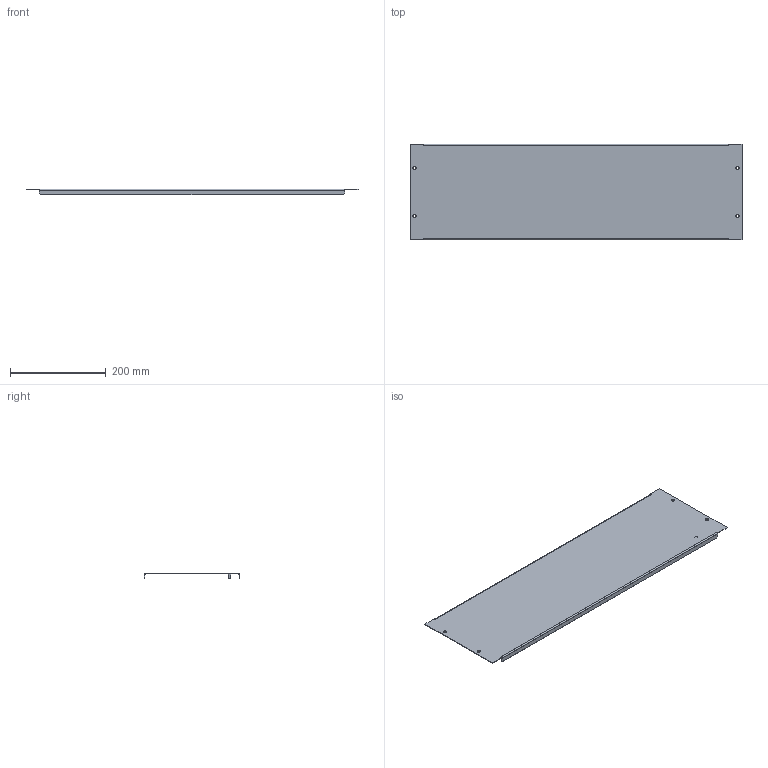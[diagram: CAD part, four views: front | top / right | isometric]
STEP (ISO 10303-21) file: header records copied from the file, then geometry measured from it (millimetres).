
FILE_DESCRIPTION(/* description */ (''),/* implementation_level */ '2;1');
FILE_NAME(/* name */ 'TCF2080.stp',/* time_stamp */ '2017-02-06T13:10:03+01:00',/* author */ (''),/* organization */ (''),/* preprocessor_version */ 'ST-DEVELOPER v15',/* originating_system */ 'SIEMENS PLM Software NX 9.0',/* authorisation */ '');
FILE_SCHEMA (('CONFIG_CONTROL_DESIGN'));
Length unit declared in the file: millimetre
Products named in the file (3): Tapa300; 91355_PERNO_M6x10; TCF2080_stp
Assembly tree (2 placements, depth 2):
  TCF2080_stp
    91355_PERNO_M6x10
    Tapa300
Bounding box: 695 x 199.5 x 12 mm (x, y, z)
Volume: 181599.2 mm3; surface area: 304746.1 mm2
Topology: 2 solids, 2 shells, 40 faces, 100 edges, 65 vertices
Faces by surface type: plane 29, cylinder 10, cone 1
Full cylindrical faces by diameter (mm): 6 x1, 6.5 x1, 7 x4
Entity records: 1511 total; most frequent: DIRECTION 211, CARTESIAN_POINT 208, ORIENTED_EDGE 200, EDGE_CURVE 100, LINE 75, VECTOR 75, AXIS2_PLACEMENT_3D 68, VERTEX_POINT 65
